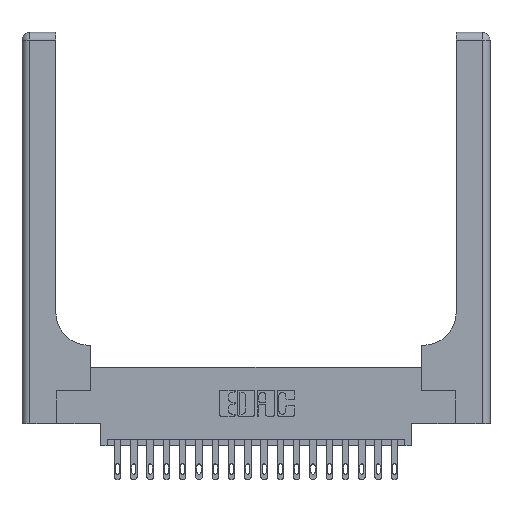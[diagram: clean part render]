
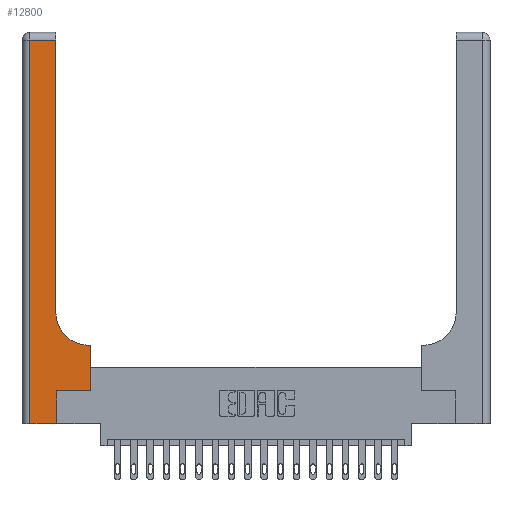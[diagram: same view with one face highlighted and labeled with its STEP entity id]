
A CAD part, top view. The second image highlights one B-rep face of the part: STEP entity #12800.
In plain terms, the highlighted planar face has unit normal (0, 0, 1).
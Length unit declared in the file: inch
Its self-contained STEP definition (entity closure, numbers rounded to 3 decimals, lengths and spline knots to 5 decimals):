
#109 = ORIENTED_EDGE ( 'NONE', *, *, #15014, .T. ) ;
#612 = FACE_OUTER_BOUND ( 'NONE', #9172, .T. ) ;
#725 = VECTOR ( 'NONE', #3241, 39.37008 ) ;
#764 = CARTESIAN_POINT ( 'NONE',  ( 0.528, 0.6, 0.37 ) ) ;
#768 = VECTOR ( 'NONE', #8640, 39.37008 ) ;
#820 = VECTOR ( 'NONE', #12746, 39.37008 ) ;
#1049 = AXIS2_PLACEMENT_3D ( 'NONE', #16852, #18298, #8496 ) ;
#1255 = VERTEX_POINT ( 'NONE', #20604 ) ;
#1745 = EDGE_CURVE ( 'NONE', #9883, #2621, #13897, .T. ) ;
#1864 = EDGE_CURVE ( 'NONE', #7525, #9883, #16090, .T. ) ;
#2101 = EDGE_CURVE ( 'NONE', #3930, #1255, #3987, .T. ) ;
#2239 = CARTESIAN_POINT ( 'NONE',  ( 0.26, 3., 0.37 ) ) ;
#2599 = CARTESIAN_POINT ( 'NONE',  ( 0.265, 0., 0.37 ) ) ;
#2621 = VERTEX_POINT ( 'NONE', #2599 ) ;
#2713 = ORIENTED_EDGE ( 'NONE', *, *, #20464, .T. ) ;
#2731 = EDGE_CURVE ( 'NONE', #3517, #5352, #8848, .T. ) ;
#2869 = VECTOR ( 'NONE', #5259, 39.37008 ) ;
#3241 = DIRECTION ( 'NONE',  ( 0., 1., 0. ) ) ;
#3346 = CARTESIAN_POINT ( 'NONE',  ( 0.528, 0.25, 0.37 ) ) ;
#3517 = VERTEX_POINT ( 'NONE', #17406 ) ;
#3528 = CARTESIAN_POINT ( 'NONE',  ( 0.06, 3., 0.37 ) ) ;
#3587 = DIRECTION ( 'NONE',  ( -1., 0., 0. ) ) ;
#3930 = VERTEX_POINT ( 'NONE', #11522 ) ;
#3987 = LINE ( 'NONE', #16652, #2869 ) ;
#4057 = ORIENTED_EDGE ( 'NONE', *, *, #2101, .T. ) ;
#5259 = DIRECTION ( 'NONE',  ( 1., 0., 0. ) ) ;
#5352 = VERTEX_POINT ( 'NONE', #18513 ) ;
#5388 = VECTOR ( 'NONE', #3587, 39.37008 ) ;
#5848 = DIRECTION ( 'NONE',  ( 1., 0., 0. ) ) ;
#6702 = DIRECTION ( 'NONE',  ( 1., 0., 0. ) ) ;
#6727 = CARTESIAN_POINT ( 'NONE',  ( 0., 2.94, 0.37 ) ) ;
#7389 = VECTOR ( 'NONE', #9029, 39.37008 ) ;
#7525 = VERTEX_POINT ( 'NONE', #9917 ) ;
#8265 = CARTESIAN_POINT ( 'NONE',  ( 0.51, 0.85, 0.37 ) ) ;
#8496 = DIRECTION ( 'NONE',  ( -1., 0., 0. ) ) ;
#8640 = DIRECTION ( 'NONE',  ( 0., 1., 0. ) ) ;
#8758 = VECTOR ( 'NONE', #11542, 39.37008 ) ;
#8769 = ORIENTED_EDGE ( 'NONE', *, *, #1864, .T. ) ;
#8848 = CIRCLE ( 'NONE', #13187, 0.25 ) ;
#9029 = DIRECTION ( 'NONE',  ( 0., 1., 0. ) ) ;
#9172 = EDGE_LOOP ( 'NONE', ( #109, #2713, #8769, #16987, #15939, #4057, #10472, #13348, #19225 ) ) ;
#9632 = LINE ( 'NONE', #16970, #7389 ) ;
#9736 = DIRECTION ( 'NONE',  ( 0., 0., -1. ) ) ;
#9883 = VERTEX_POINT ( 'NONE', #19756 ) ;
#9917 = CARTESIAN_POINT ( 'NONE',  ( 0.06, 2.94, 0.37 ) ) ;
#10472 = ORIENTED_EDGE ( 'NONE', *, *, #13135, .T. ) ;
#11338 = EDGE_CURVE ( 'NONE', #2621, #3930, #9632, .T. ) ;
#11464 = LINE ( 'NONE', #17809, #5388 ) ;
#11522 = CARTESIAN_POINT ( 'NONE',  ( 0.265, 0.25, 0.37 ) ) ;
#11542 = DIRECTION ( 'NONE',  ( -1., 0., 0. ) ) ;
#12176 = EDGE_CURVE ( 'NONE', #18547, #3517, #11464, .T. ) ;
#12554 = VECTOR ( 'NONE', #5848, 39.37008 ) ;
#12746 = DIRECTION ( 'NONE',  ( 0., -1., 0. ) ) ;
#12800 = ADVANCED_FACE ( 'NONE', ( #612 ), #16638, .F. ) ;
#13135 = EDGE_CURVE ( 'NONE', #1255, #18547, #17662, .T. ) ;
#13187 = AXIS2_PLACEMENT_3D ( 'NONE', #8265, #9736, #6702 ) ;
#13348 = ORIENTED_EDGE ( 'NONE', *, *, #12176, .T. ) ;
#13897 = LINE ( 'NONE', #20577, #12554 ) ;
#15014 = EDGE_CURVE ( 'NONE', #5352, #15426, #16595, .T. ) ;
#15426 = VERTEX_POINT ( 'NONE', #16220 ) ;
#15939 = ORIENTED_EDGE ( 'NONE', *, *, #11338, .T. ) ;
#16090 = LINE ( 'NONE', #3528, #820 ) ;
#16220 = CARTESIAN_POINT ( 'NONE',  ( 0.26, 2.94, 0.37 ) ) ;
#16595 = LINE ( 'NONE', #2239, #768 ) ;
#16638 = PLANE ( 'NONE',  #1049 ) ;
#16652 = CARTESIAN_POINT ( 'NONE',  ( 0.265, 0.25, 0.37 ) ) ;
#16852 = CARTESIAN_POINT ( 'NONE',  ( 0., 3., 0.37 ) ) ;
#16970 = CARTESIAN_POINT ( 'NONE',  ( 0.265, 0., 0.37 ) ) ;
#16987 = ORIENTED_EDGE ( 'NONE', *, *, #1745, .T. ) ;
#17406 = CARTESIAN_POINT ( 'NONE',  ( 0.51, 0.6, 0.37 ) ) ;
#17662 = LINE ( 'NONE', #3346, #725 ) ;
#17809 = CARTESIAN_POINT ( 'NONE',  ( 0.26, 0.6, 0.37 ) ) ;
#18087 = LINE ( 'NONE', #6727, #8758 ) ;
#18298 = DIRECTION ( 'NONE',  ( 0., 0., -1. ) ) ;
#18513 = CARTESIAN_POINT ( 'NONE',  ( 0.26, 0.85, 0.37 ) ) ;
#18547 = VERTEX_POINT ( 'NONE', #764 ) ;
#19225 = ORIENTED_EDGE ( 'NONE', *, *, #2731, .T. ) ;
#19756 = CARTESIAN_POINT ( 'NONE',  ( 0.06, 0., 0.37 ) ) ;
#20464 = EDGE_CURVE ( 'NONE', #15426, #7525, #18087, .T. ) ;
#20577 = CARTESIAN_POINT ( 'NONE',  ( 0., 0., 0.37 ) ) ;
#20604 = CARTESIAN_POINT ( 'NONE',  ( 0.528, 0.25, 0.37 ) ) ;
